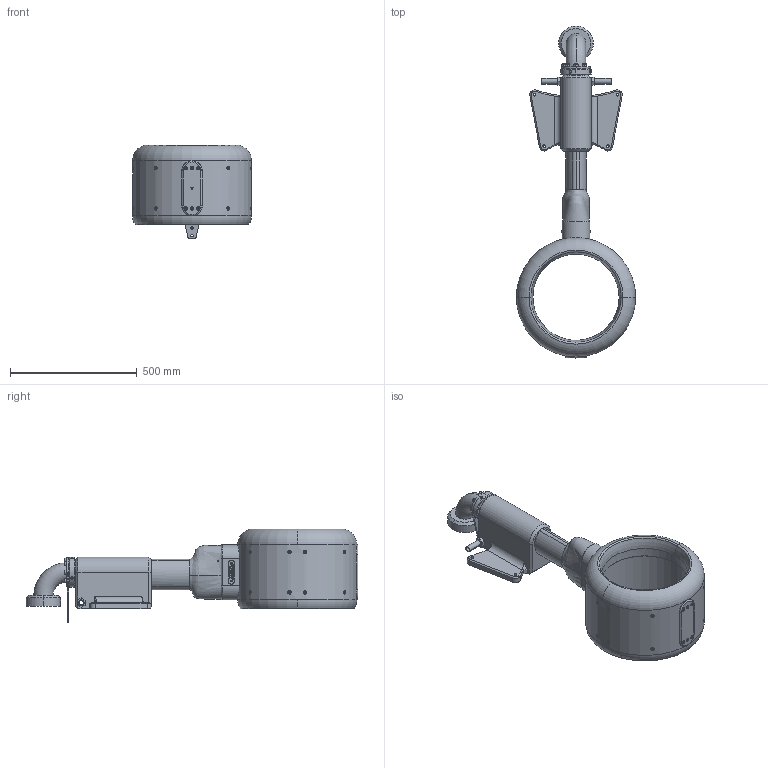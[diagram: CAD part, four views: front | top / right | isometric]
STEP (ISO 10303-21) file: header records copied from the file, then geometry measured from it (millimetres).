
FILE_DESCRIPTION (( 'STEP AP214' ), '1' );
FILE_NAME ('P-104-430-rev-B-M341-Pro.STEP', '2025-05-22T13:52:20', ( '' ), ( '' ), 'SwSTEP 2.0', 'SolidWorks 2024', '' );
FILE_SCHEMA (( 'AUTOMOTIVE_DESIGN' ));
Length unit declared in the file: millimetre
Products named in the file (1): P-104-430-rev-B-M341-Pro
Bounding box: 470 x 1311.3 x 369.73 mm (x, y, z)
Volume: 36385889.1 mm3; surface area: 1540095.2 mm2
Topology: 1 solids, 21 shells, 1528 faces, 3776 edges, 2308 vertices
Faces by surface type: plane 832, cylinder 271, cone 201, bspline 154, torus 62, sphere 8
Entity records: 64785 total; most frequent: CARTESIAN_POINT 29768, ORIENTED_EDGE 7364, DIRECTION 6885, EDGE_CURVE 3682, VECTOR 2317, LINE 2317, VERTEX_POINT 2308, AXIS2_PLACEMENT_3D 2284
